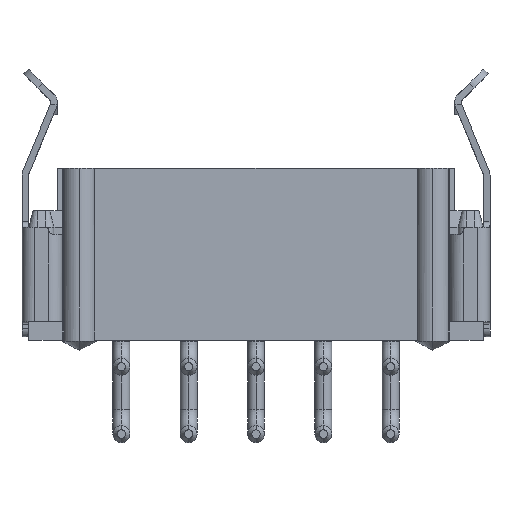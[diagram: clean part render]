
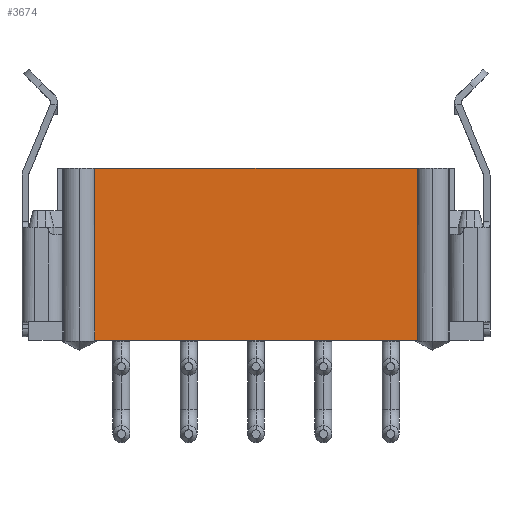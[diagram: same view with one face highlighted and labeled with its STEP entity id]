
A CAD part, top view. The second image highlights one B-rep face of the part: STEP entity #3674.
In plain terms, the highlighted planar face has unit normal (0, 0, 1).
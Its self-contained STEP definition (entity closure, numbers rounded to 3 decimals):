
#82=DIRECTION('',(-1.,0.,0.));
#83=VECTOR('',#82,9.583);
#84=CARTESIAN_POINT('',(4.792,0.,2.775));
#85=LINE('',#84,#83);
#590=DIRECTION('',(-1.,0.,0.));
#591=VECTOR('',#590,9.583);
#592=CARTESIAN_POINT('',(4.792,5.1,2.775));
#593=LINE('',#592,#591);
#734=DIRECTION('',(0.,1.,0.));
#735=VECTOR('',#734,5.1);
#736=CARTESIAN_POINT('',(-4.792,0.,2.775));
#737=LINE('',#736,#735);
#741=DIRECTION('',(0.,-1.,0.));
#742=VECTOR('',#741,5.1);
#743=CARTESIAN_POINT('',(4.792,5.1,2.775));
#744=LINE('',#743,#742);
#3106=CARTESIAN_POINT('',(4.792,0.,2.775));
#3108=VERTEX_POINT('',#3106);
#3114=CARTESIAN_POINT('',(4.792,5.1,2.775));
#3115=VERTEX_POINT('',#3114);
#3126=CARTESIAN_POINT('',(-4.792,0.,2.775));
#3128=VERTEX_POINT('',#3126);
#3134=CARTESIAN_POINT('',(-4.792,5.1,2.775));
#3135=VERTEX_POINT('',#3134);
#3661=CARTESIAN_POINT('',(5.75,0.,2.775));
#3662=DIRECTION('',(0.,0.,1.));
#3663=DIRECTION('',(-1.,0.,0.));
#3664=AXIS2_PLACEMENT_3D('',#3661,#3662,#3663);
#3665=PLANE('',#3664);
#3667=ORIENTED_EDGE('',*,*,#3666,.T.);
#3668=ORIENTED_EDGE('',*,*,#3595,.F.);
#3670=ORIENTED_EDGE('',*,*,#3669,.T.);
#3671=ORIENTED_EDGE('',*,*,#3307,.T.);
#3672=EDGE_LOOP('',(#3667,#3668,#3670,#3671));
#3673=FACE_OUTER_BOUND('',#3672,.F.);
#3307=EDGE_CURVE('',#3108,#3128,#85,.T.);
#3595=EDGE_CURVE('',#3115,#3135,#593,.T.);
#3666=EDGE_CURVE('',#3128,#3135,#737,.T.);
#3669=EDGE_CURVE('',#3115,#3108,#744,.T.);
#3674=ADVANCED_FACE('',(#3673),#3665,.T.);
